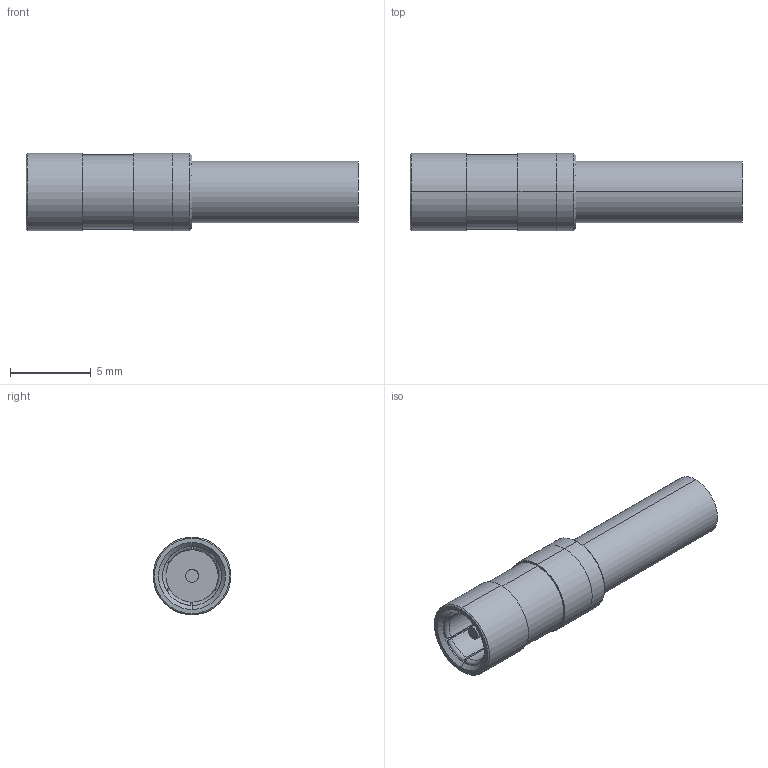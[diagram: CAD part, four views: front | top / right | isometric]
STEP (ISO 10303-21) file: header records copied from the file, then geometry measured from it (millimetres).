
FILE_DESCRIPTION (( 'STEP AP214' ), '1' );
FILE_NAME ('PE4017_3D.STEP', '2022-04-08T20:16:02', ( '' ), ( '' ), 'SwSTEP 2.0', 'SolidWorks 2021', '' );
FILE_SCHEMA (( 'AUTOMOTIVE_DESIGN' ));
Length unit declared in the file: millimetre
Products named in the file (4): PE4017-MA2; PE4017-MA0; PE4017-MA1; PE4017_3D
Assembly tree (3 placements, depth 2):
  PE4017_3D
    PE4017-MA0
    PE4017-MA1
    PE4017-MA2
Bounding box: 20.62 x 4.83 x 4.83 mm (x, y, z)
Volume: 211.1 mm3; surface area: 687.1 mm2
Topology: 5 solids, 5 shells, 88 faces, 203 edges, 132 vertices
Faces by surface type: plane 40, cylinder 32, cone 10, torus 6
Entity records: 3145 total; most frequent: CARTESIAN_POINT 537, DIRECTION 467, ORIENTED_EDGE 406, EDGE_CURVE 203, AXIS2_PLACEMENT_3D 190, VERTEX_POINT 132, EDGE_LOOP 101, CIRCLE 96
